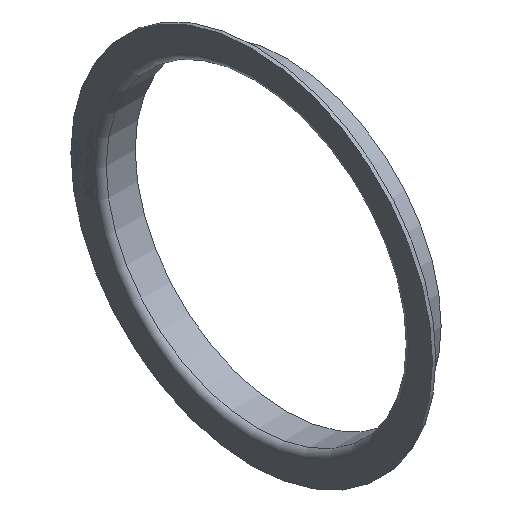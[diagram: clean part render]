
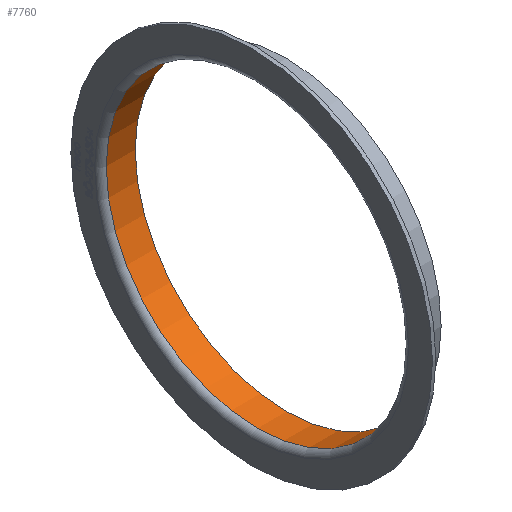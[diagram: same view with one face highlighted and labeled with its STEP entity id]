
A CAD part, isometric view. The second image highlights one B-rep face of the part: STEP entity #7760.
In plain terms, the highlighted cylindrical face has radius 130.5 mm (diameter 261 mm), a full revolution.
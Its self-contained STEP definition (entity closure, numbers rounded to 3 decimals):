
#629 = CARTESIAN_POINT ( 'NONE',  ( 0., 0., 0. ) ) ;
#745 = CARTESIAN_POINT ( 'NONE',  ( 30., 0., 0. ) ) ;
#1415 = FACE_OUTER_BOUND ( 'NONE', #2263, .T. ) ;
#1703 = EDGE_CURVE ( 'NONE', #4365, #4365, #7072, .T. ) ;
#2191 = CARTESIAN_POINT ( 'NONE',  ( 30., 0., 130.5 ) ) ;
#2263 = EDGE_LOOP ( 'NONE', ( #4312 ) ) ;
#2455 = ORIENTED_EDGE ( 'NONE', *, *, #8536, .F. ) ;
#3143 = DIRECTION ( 'NONE',  ( 0., 0., 1. ) ) ;
#4312 = ORIENTED_EDGE ( 'NONE', *, *, #1703, .T. ) ;
#4365 = VERTEX_POINT ( 'NONE', #13695 ) ;
#4669 = AXIS2_PLACEMENT_3D ( 'NONE', #629, #10102, #6526 ) ;
#5284 = CYLINDRICAL_SURFACE ( 'NONE', #4669, 130.5 ) ;
#5442 = VERTEX_POINT ( 'NONE', #2191 ) ;
#6138 = FACE_OUTER_BOUND ( 'NONE', #9997, .T. ) ;
#6494 = CARTESIAN_POINT ( 'NONE',  ( 5., 0., 0. ) ) ;
#6526 = DIRECTION ( 'NONE',  ( 0., 0., 1. ) ) ;
#7072 = CIRCLE ( 'NONE', #14056, 130.5 ) ;
#7760 = ADVANCED_FACE ( 'NONE', ( #1415, #6138 ), #5284, .F. ) ;
#7790 = DIRECTION ( 'NONE',  ( -1., 0., 0. ) ) ;
#8092 = AXIS2_PLACEMENT_3D ( 'NONE', #745, #7790, #3143 ) ;
#8536 = EDGE_CURVE ( 'NONE', #5442, #5442, #8853, .T. ) ;
#8853 = CIRCLE ( 'NONE', #8092, 130.5 ) ;
#9910 = DIRECTION ( 'NONE',  ( 0., 0., -1. ) ) ;
#9997 = EDGE_LOOP ( 'NONE', ( #2455 ) ) ;
#10102 = DIRECTION ( 'NONE',  ( -1., 0., 0. ) ) ;
#13517 = DIRECTION ( 'NONE',  ( -1., 0., 0. ) ) ;
#13695 = CARTESIAN_POINT ( 'NONE',  ( 5., 0., -130.5 ) ) ;
#14056 = AXIS2_PLACEMENT_3D ( 'NONE', #6494, #13517, #9910 ) ;
